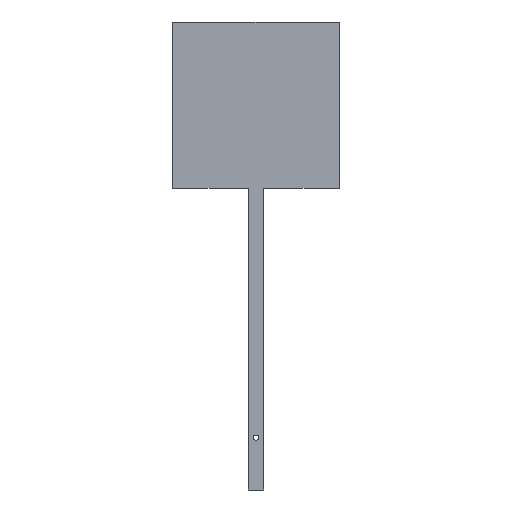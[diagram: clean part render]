
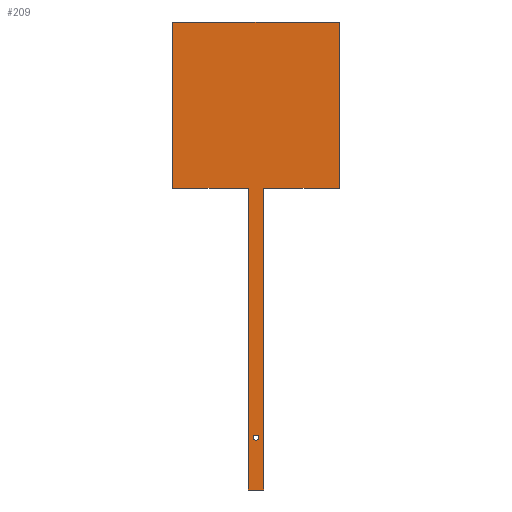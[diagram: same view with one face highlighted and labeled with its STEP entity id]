
A CAD part, left-side view. The second image highlights one B-rep face of the part: STEP entity #209.
In plain terms, the highlighted planar face has unit normal (-1, 0, 0).
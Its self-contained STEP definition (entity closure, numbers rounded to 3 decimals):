
#15=FACE_BOUND('',#45,.T.);
#22=PLANE('',#236);
#33=FACE_OUTER_BOUND('',#44,.T.);
#44=EDGE_LOOP('',(#172,#173,#174,#175,#176,#177,#178,#179));
#45=EDGE_LOOP('',(#180));
#53=LINE('',#306,#78);
#59=LINE('',#318,#84);
#60=LINE('',#321,#85);
#63=LINE('',#327,#88);
#66=LINE('',#332,#91);
#68=LINE('',#336,#93);
#69=LINE('',#338,#94);
#70=LINE('',#339,#95);
#78=VECTOR('',#253,10.);
#84=VECTOR('',#261,10.);
#85=VECTOR('',#264,10.);
#88=VECTOR('',#269,10.);
#91=VECTOR('',#274,10.);
#93=VECTOR('',#278,10.);
#94=VECTOR('',#279,10.);
#95=VECTOR('',#280,10.);
#101=CIRCLE('',#229,1.);
#103=VERTEX_POINT('',#296);
#105=VERTEX_POINT('',#302);
#107=VERTEX_POINT('',#305);
#110=VERTEX_POINT('',#312);
#112=VERTEX_POINT('',#316);
#113=VERTEX_POINT('',#320);
#115=VERTEX_POINT('',#326);
#117=VERTEX_POINT('',#335);
#118=VERTEX_POINT('',#337);
#121=EDGE_CURVE('',#103,#103,#101,.T.);
#125=EDGE_CURVE('',#107,#105,#53,.T.);
#131=EDGE_CURVE('',#110,#112,#59,.T.);
#132=EDGE_CURVE('',#112,#113,#60,.T.);
#135=EDGE_CURVE('',#113,#115,#63,.T.);
#138=EDGE_CURVE('',#115,#107,#66,.T.);
#140=EDGE_CURVE('',#117,#105,#68,.T.);
#141=EDGE_CURVE('',#118,#117,#69,.T.);
#142=EDGE_CURVE('',#118,#110,#70,.T.);
#172=ORIENTED_EDGE('',*,*,#131,.T.);
#173=ORIENTED_EDGE('',*,*,#132,.T.);
#174=ORIENTED_EDGE('',*,*,#135,.T.);
#175=ORIENTED_EDGE('',*,*,#138,.T.);
#176=ORIENTED_EDGE('',*,*,#125,.T.);
#177=ORIENTED_EDGE('',*,*,#140,.F.);
#178=ORIENTED_EDGE('',*,*,#141,.F.);
#179=ORIENTED_EDGE('',*,*,#142,.T.);
#180=ORIENTED_EDGE('',*,*,#121,.T.);
#209=ADVANCED_FACE('',(#33,#15),#22,.T.);
#229=AXIS2_PLACEMENT_3D('',#297,#245,#246);
#236=AXIS2_PLACEMENT_3D('',#334,#276,#277);
#245=DIRECTION('center_axis',(1.,0.,0.));
#246=DIRECTION('ref_axis',(0.,-1.,0.));
#253=DIRECTION('',(0.,-1.,0.));
#261=DIRECTION('',(0.,-1.,0.));
#264=DIRECTION('',(0.,0.,1.));
#269=DIRECTION('',(0.,1.,0.));
#274=DIRECTION('',(0.,0.,-1.));
#276=DIRECTION('center_axis',(-1.,0.,0.));
#277=DIRECTION('ref_axis',(0.,-1.,0.));
#278=DIRECTION('',(0.,0.,1.));
#279=DIRECTION('',(0.,1.,0.));
#280=DIRECTION('',(0.,0.,1.));
#296=CARTESIAN_POINT('',(-3.,1.,20.));
#297=CARTESIAN_POINT('Origin',(-3.,0.,20.));
#302=CARTESIAN_POINT('',(-3.,3.,115.25));
#305=CARTESIAN_POINT('',(-3.,31.75,115.25));
#306=CARTESIAN_POINT('',(-3.,31.75,115.25));
#312=CARTESIAN_POINT('',(-3.,-3.,115.25));
#316=CARTESIAN_POINT('',(-3.,-31.75,115.25));
#318=CARTESIAN_POINT('',(-3.,31.75,115.25));
#320=CARTESIAN_POINT('',(-3.,-31.75,178.75));
#321=CARTESIAN_POINT('',(-3.,-31.75,115.25));
#326=CARTESIAN_POINT('',(-3.,31.75,178.75));
#327=CARTESIAN_POINT('',(-3.,-31.75,178.75));
#332=CARTESIAN_POINT('',(-3.,31.75,178.75));
#334=CARTESIAN_POINT('Origin',(-3.,3.,0.));
#335=CARTESIAN_POINT('',(-3.,3.,0.));
#336=CARTESIAN_POINT('',(-3.,3.,0.));
#337=CARTESIAN_POINT('',(-3.,-3.,0.));
#338=CARTESIAN_POINT('',(-3.,-3.,0.));
#339=CARTESIAN_POINT('',(-3.,-3.,0.));
